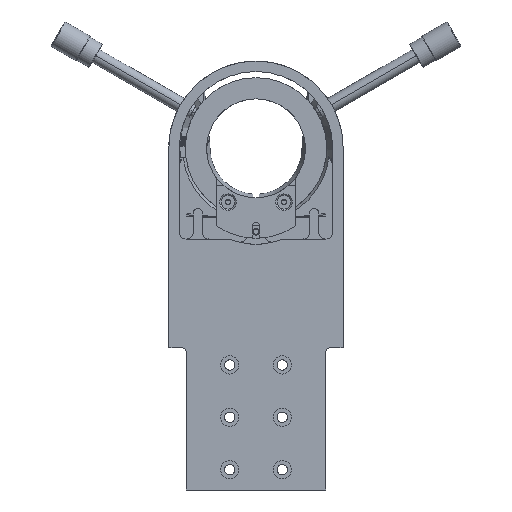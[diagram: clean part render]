
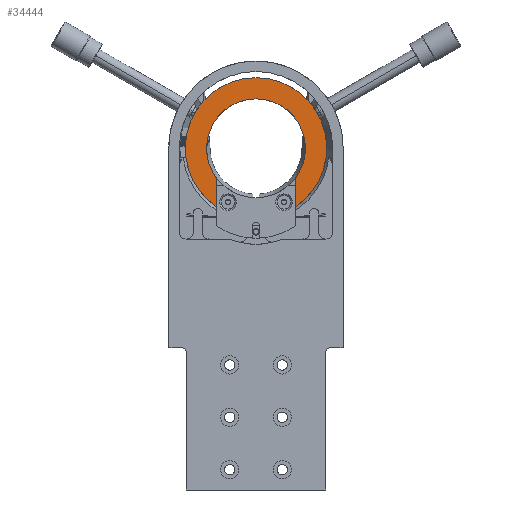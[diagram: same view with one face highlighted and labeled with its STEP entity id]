
A CAD part, front view. The second image highlights one B-rep face of the part: STEP entity #34444.
In plain terms, the highlighted planar face has unit normal (0, -1, 0).
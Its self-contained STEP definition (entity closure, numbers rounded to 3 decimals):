
#2720 = VERTEX_POINT ( 'NONE', #10432 ) ;
#5349 = DIRECTION ( 'NONE',  ( 0., 0., 1. ) ) ;
#6006 = CARTESIAN_POINT ( 'NONE',  ( 73.972, 174.351, 249.294 ) ) ;
#6312 = CARTESIAN_POINT ( 'NONE',  ( 73.972, 174.351, 249.294 ) ) ;
#6526 = ORIENTED_EDGE ( 'NONE', *, *, #38784, .T. ) ;
#8004 = VERTEX_POINT ( 'NONE', #8783 ) ;
#8099 = EDGE_CURVE ( 'NONE', #8004, #16758, #22619, .T. ) ;
#8517 = VERTEX_POINT ( 'NONE', #28421 ) ;
#8555 = EDGE_LOOP ( 'NONE', ( #26960, #20374, #6526, #19833, #27420 ) ) ;
#8783 = CARTESIAN_POINT ( 'NONE',  ( 73.972, 174.351, 270.884 ) ) ;
#9318 = DIRECTION ( 'NONE',  ( 0., 0., -1. ) ) ;
#9519 = AXIS2_PLACEMENT_3D ( 'NONE', #6006, #28967, #9318 ) ;
#9678 = DIRECTION ( 'NONE',  ( 0., 0., -1. ) ) ;
#9849 = DIRECTION ( 'NONE',  ( 0., -1., 0. ) ) ;
#10432 = CARTESIAN_POINT ( 'NONE',  ( 56.751, 174.351, 223.685 ) ) ;
#11858 = DIRECTION ( 'NONE',  ( 0., 0., -1. ) ) ;
#14886 = VERTEX_POINT ( 'NONE', #36433 ) ;
#15212 = CARTESIAN_POINT ( 'NONE',  ( 73.972, 174.351, 249.294 ) ) ;
#16758 = VERTEX_POINT ( 'NONE', #21051 ) ;
#18529 = DIRECTION ( 'NONE',  ( 0., 0., -1. ) ) ;
#18963 = VECTOR ( 'NONE', #11858, 1000. ) ;
#19833 = ORIENTED_EDGE ( 'NONE', *, *, #28790, .T. ) ;
#20374 = ORIENTED_EDGE ( 'NONE', *, *, #22562, .T. ) ;
#21051 = CARTESIAN_POINT ( 'NONE',  ( 56.751, 174.351, 236.273 ) ) ;
#21770 = CARTESIAN_POINT ( 'NONE',  ( 56.751, 174.351, 223.685 ) ) ;
#22562 = EDGE_CURVE ( 'NONE', #8517, #14886, #27676, .T. ) ;
#22619 = CIRCLE ( 'NONE', #38833, 21.59 ) ;
#26960 = ORIENTED_EDGE ( 'NONE', *, *, #42284, .F. ) ;
#27420 = ORIENTED_EDGE ( 'NONE', *, *, #8099, .F. ) ;
#27676 = LINE ( 'NONE', #31520, #18963 ) ;
#28421 = CARTESIAN_POINT ( 'NONE',  ( 91.193, 174.351, 236.273 ) ) ;
#28790 = EDGE_CURVE ( 'NONE', #2720, #16758, #34696, .T. ) ;
#28967 = DIRECTION ( 'NONE',  ( 0., -1., 0. ) ) ;
#29313 = DIRECTION ( 'NONE',  ( 0., -1., 0. ) ) ;
#29484 = CARTESIAN_POINT ( 'NONE',  ( 73.972, 174.351, 249.294 ) ) ;
#31494 = CIRCLE ( 'NONE', #9519, 21.59 ) ;
#31520 = CARTESIAN_POINT ( 'NONE',  ( 91.193, 174.351, 243.941 ) ) ;
#32676 = PLANE ( 'NONE',  #33514 ) ;
#32820 = DIRECTION ( 'NONE',  ( 0., 0., -1. ) ) ;
#33514 = AXIS2_PLACEMENT_3D ( 'NONE', #29484, #9849, #32820 ) ;
#34401 = FACE_OUTER_BOUND ( 'NONE', #8555, .T. ) ;
#34444 = ADVANCED_FACE ( 'NONE', ( #34401 ), #32676, .T. ) ;
#34696 = LINE ( 'NONE', #21770, #42367 ) ;
#36433 = CARTESIAN_POINT ( 'NONE',  ( 91.193, 174.351, 223.685 ) ) ;
#38032 = CIRCLE ( 'NONE', #41644, 30.861 ) ;
#38128 = DIRECTION ( 'NONE',  ( 0., -1., 0. ) ) ;
#38784 = EDGE_CURVE ( 'NONE', #14886, #2720, #38032, .T. ) ;
#38833 = AXIS2_PLACEMENT_3D ( 'NONE', #6312, #29313, #9678 ) ;
#41644 = AXIS2_PLACEMENT_3D ( 'NONE', #15212, #38128, #18529 ) ;
#42284 = EDGE_CURVE ( 'NONE', #8517, #8004, #31494, .T. ) ;
#42367 = VECTOR ( 'NONE', #5349, 1000. ) ;
